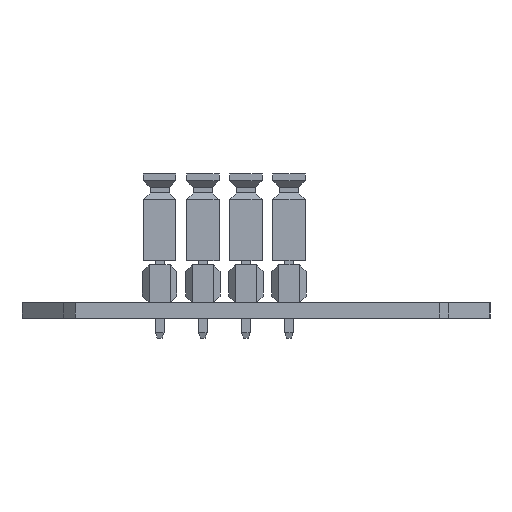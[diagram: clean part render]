
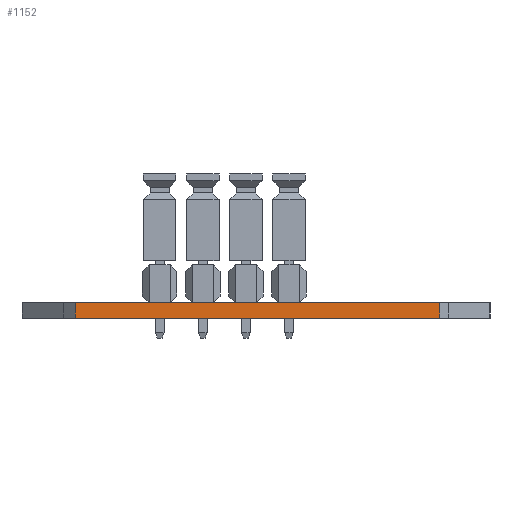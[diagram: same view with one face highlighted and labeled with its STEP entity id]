
A CAD part, front view. The second image highlights one B-rep face of the part: STEP entity #1152.
In plain terms, the highlighted planar face has unit normal (0, -1, 0).
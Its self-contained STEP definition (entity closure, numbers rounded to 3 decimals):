
#71 = PLANE('',#72);
#72 = AXIS2_PLACEMENT_3D('',#73,#74,#75);
#73 = CARTESIAN_POINT('',(53.347,65.684,0.));
#74 = DIRECTION('',(-0.707,-0.707,0.));
#75 = DIRECTION('',(-0.707,0.707,0.));
#99 = PLANE('',#100);
#100 = AXIS2_PLACEMENT_3D('',#101,#102,#103);
#101 = CARTESIAN_POINT('',(52.457,66.574,1.123));
#102 = DIRECTION('',(0.,0.,-1.));
#103 = DIRECTION('',(-1.,0.,0.));
#153 = PLANE('',#154);
#154 = AXIS2_PLACEMENT_3D('',#155,#156,#157);
#155 = CARTESIAN_POINT('',(52.457,66.574,0.));
#156 = DIRECTION('',(0.,0.,-1.));
#157 = DIRECTION('',(-1.,0.,0.));
#1044 = PLANE('',#1045);
#1045 = AXIS2_PLACEMENT_3D('',#1046,#1047,#1048);
#1046 = CARTESIAN_POINT('',(80.847,66.324,0.));
#1047 = DIRECTION('',(0.707,-0.707,0.));
#1048 = DIRECTION('',(-0.707,-0.707,0.));
#1082 = VERTEX_POINT('',#1083);
#1083 = CARTESIAN_POINT('',(80.207,65.684,1.123));
#1104 = EDGE_CURVE('',#1105,#1082,#1107,.T.);
#1105 = VERTEX_POINT('',#1106);
#1106 = CARTESIAN_POINT('',(80.207,65.684,0.));
#1107 = SURFACE_CURVE('',#1108,(#1112,#1119),.PCURVE_S1.);
#1108 = LINE('',#1109,#1110);
#1109 = CARTESIAN_POINT('',(80.207,65.684,0.));
#1110 = VECTOR('',#1111,1.);
#1111 = DIRECTION('',(0.,0.,1.));
#1112 = PCURVE('',#1044,#1113);
#1113 = DEFINITIONAL_REPRESENTATION('',(#1114),#1118);
#1114 = LINE('',#1115,#1116);
#1115 = CARTESIAN_POINT('',(0.905,0.));
#1116 = VECTOR('',#1117,1.);
#1117 = DIRECTION('',(0.,-1.));
#1118 = ( GEOMETRIC_REPRESENTATION_CONTEXT(2) 
PARAMETRIC_REPRESENTATION_CONTEXT() REPRESENTATION_CONTEXT('2D SPACE',''
  ) );
#1119 = PCURVE('',#1120,#1125);
#1120 = PLANE('',#1121);
#1121 = AXIS2_PLACEMENT_3D('',#1122,#1123,#1124);
#1122 = CARTESIAN_POINT('',(80.207,65.684,0.));
#1123 = DIRECTION('',(0.,-1.,0.));
#1124 = DIRECTION('',(-1.,0.,0.));
#1125 = DEFINITIONAL_REPRESENTATION('',(#1126),#1130);
#1126 = LINE('',#1127,#1128);
#1127 = CARTESIAN_POINT('',(0.,0.));
#1128 = VECTOR('',#1129,1.);
#1129 = DIRECTION('',(0.,-1.));
#1130 = ( GEOMETRIC_REPRESENTATION_CONTEXT(2) 
PARAMETRIC_REPRESENTATION_CONTEXT() REPRESENTATION_CONTEXT('2D SPACE',''
  ) );
#1152 = ADVANCED_FACE('',(#1153),#1120,.T.);
#1153 = FACE_BOUND('',#1154,.T.);
#1154 = EDGE_LOOP('',(#1155,#1156,#1179,#1202));
#1155 = ORIENTED_EDGE('',*,*,#1104,.T.);
#1156 = ORIENTED_EDGE('',*,*,#1157,.T.);
#1157 = EDGE_CURVE('',#1082,#1158,#1160,.T.);
#1158 = VERTEX_POINT('',#1159);
#1159 = CARTESIAN_POINT('',(53.347,65.684,1.123));
#1160 = SURFACE_CURVE('',#1161,(#1165,#1172),.PCURVE_S1.);
#1161 = LINE('',#1162,#1163);
#1162 = CARTESIAN_POINT('',(80.207,65.684,1.123));
#1163 = VECTOR('',#1164,1.);
#1164 = DIRECTION('',(-1.,0.,0.));
#1165 = PCURVE('',#1120,#1166);
#1166 = DEFINITIONAL_REPRESENTATION('',(#1167),#1171);
#1167 = LINE('',#1168,#1169);
#1168 = CARTESIAN_POINT('',(0.,-1.123));
#1169 = VECTOR('',#1170,1.);
#1170 = DIRECTION('',(1.,0.));
#1171 = ( GEOMETRIC_REPRESENTATION_CONTEXT(2) 
PARAMETRIC_REPRESENTATION_CONTEXT() REPRESENTATION_CONTEXT('2D SPACE',''
  ) );
#1172 = PCURVE('',#99,#1173);
#1173 = DEFINITIONAL_REPRESENTATION('',(#1174),#1178);
#1174 = LINE('',#1175,#1176);
#1175 = CARTESIAN_POINT('',(-27.75,-0.89));
#1176 = VECTOR('',#1177,1.);
#1177 = DIRECTION('',(1.,0.));
#1178 = ( GEOMETRIC_REPRESENTATION_CONTEXT(2) 
PARAMETRIC_REPRESENTATION_CONTEXT() REPRESENTATION_CONTEXT('2D SPACE',''
  ) );
#1179 = ORIENTED_EDGE('',*,*,#1180,.F.);
#1180 = EDGE_CURVE('',#1181,#1158,#1183,.T.);
#1181 = VERTEX_POINT('',#1182);
#1182 = CARTESIAN_POINT('',(53.347,65.684,0.));
#1183 = SURFACE_CURVE('',#1184,(#1188,#1195),.PCURVE_S1.);
#1184 = LINE('',#1185,#1186);
#1185 = CARTESIAN_POINT('',(53.347,65.684,0.));
#1186 = VECTOR('',#1187,1.);
#1187 = DIRECTION('',(0.,0.,1.));
#1188 = PCURVE('',#1120,#1189);
#1189 = DEFINITIONAL_REPRESENTATION('',(#1190),#1194);
#1190 = LINE('',#1191,#1192);
#1191 = CARTESIAN_POINT('',(26.86,0.));
#1192 = VECTOR('',#1193,1.);
#1193 = DIRECTION('',(0.,-1.));
#1194 = ( GEOMETRIC_REPRESENTATION_CONTEXT(2) 
PARAMETRIC_REPRESENTATION_CONTEXT() REPRESENTATION_CONTEXT('2D SPACE',''
  ) );
#1195 = PCURVE('',#71,#1196);
#1196 = DEFINITIONAL_REPRESENTATION('',(#1197),#1201);
#1197 = LINE('',#1198,#1199);
#1198 = CARTESIAN_POINT('',(0.,0.));
#1199 = VECTOR('',#1200,1.);
#1200 = DIRECTION('',(0.,-1.));
#1201 = ( GEOMETRIC_REPRESENTATION_CONTEXT(2) 
PARAMETRIC_REPRESENTATION_CONTEXT() REPRESENTATION_CONTEXT('2D SPACE',''
  ) );
#1202 = ORIENTED_EDGE('',*,*,#1203,.F.);
#1203 = EDGE_CURVE('',#1105,#1181,#1204,.T.);
#1204 = SURFACE_CURVE('',#1205,(#1209,#1216),.PCURVE_S1.);
#1205 = LINE('',#1206,#1207);
#1206 = CARTESIAN_POINT('',(80.207,65.684,0.));
#1207 = VECTOR('',#1208,1.);
#1208 = DIRECTION('',(-1.,0.,0.));
#1209 = PCURVE('',#1120,#1210);
#1210 = DEFINITIONAL_REPRESENTATION('',(#1211),#1215);
#1211 = LINE('',#1212,#1213);
#1212 = CARTESIAN_POINT('',(0.,0.));
#1213 = VECTOR('',#1214,1.);
#1214 = DIRECTION('',(1.,0.));
#1215 = ( GEOMETRIC_REPRESENTATION_CONTEXT(2) 
PARAMETRIC_REPRESENTATION_CONTEXT() REPRESENTATION_CONTEXT('2D SPACE',''
  ) );
#1216 = PCURVE('',#153,#1217);
#1217 = DEFINITIONAL_REPRESENTATION('',(#1218),#1222);
#1218 = LINE('',#1219,#1220);
#1219 = CARTESIAN_POINT('',(-27.75,-0.89));
#1220 = VECTOR('',#1221,1.);
#1221 = DIRECTION('',(1.,0.));
#1222 = ( GEOMETRIC_REPRESENTATION_CONTEXT(2) 
PARAMETRIC_REPRESENTATION_CONTEXT() REPRESENTATION_CONTEXT('2D SPACE',''
  ) );
